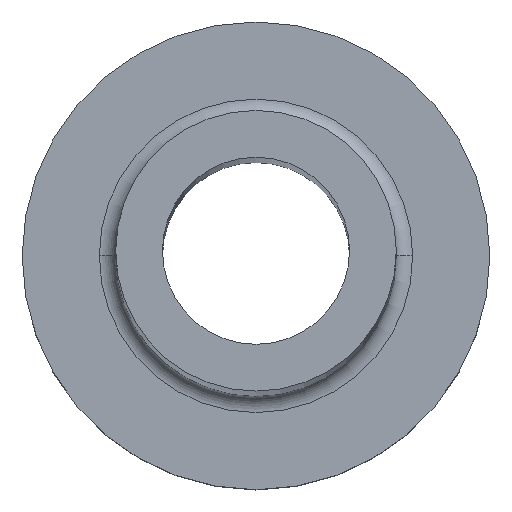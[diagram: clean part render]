
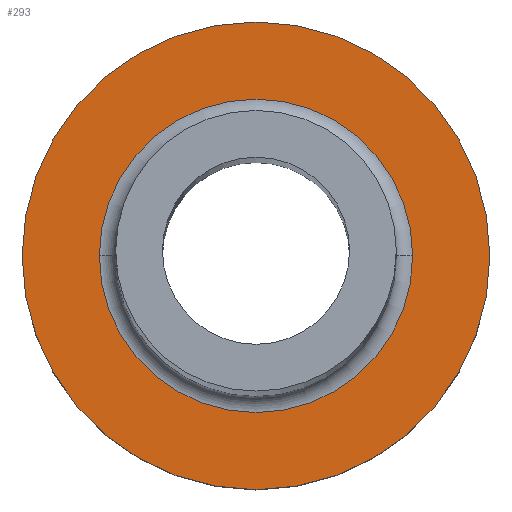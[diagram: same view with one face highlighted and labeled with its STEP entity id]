
A CAD part, top view. The second image highlights one B-rep face of the part: STEP entity #293.
In plain terms, the highlighted planar face has unit normal (0, 0, 1).
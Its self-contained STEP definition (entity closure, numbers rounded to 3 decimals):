
#10 = EDGE_CURVE ( 'NONE', #327, #32, #265, .T. ) ;
#19 = VERTEX_POINT ( 'NONE', #311 ) ;
#32 = VERTEX_POINT ( 'NONE', #281 ) ;
#33 = EDGE_CURVE ( 'NONE', #32, #327, #144, .T. ) ;
#37 = CIRCLE ( 'NONE', #147, 6.7 ) ;
#41 = CARTESIAN_POINT ( 'NONE',  ( 0., 0., 7. ) ) ;
#50 = AXIS2_PLACEMENT_3D ( 'NONE', #185, #69, #368 ) ;
#55 = ORIENTED_EDGE ( 'NONE', *, *, #324, .T. ) ;
#56 = CARTESIAN_POINT ( 'NONE',  ( 0., 0., 7. ) ) ;
#66 = DIRECTION ( 'NONE',  ( 1., 0., 0. ) ) ;
#69 = DIRECTION ( 'NONE',  ( 0., 0., 1. ) ) ;
#85 = DIRECTION ( 'NONE',  ( 0., 0., -1. ) ) ;
#89 = ORIENTED_EDGE ( 'NONE', *, *, #33, .T. ) ;
#114 = DIRECTION ( 'NONE',  ( 0., 0., 1. ) ) ;
#144 = CIRCLE ( 'NONE', #258, 10. ) ;
#147 = AXIS2_PLACEMENT_3D ( 'NONE', #326, #261, #200 ) ;
#166 = FACE_OUTER_BOUND ( 'NONE', #241, .T. ) ;
#171 = EDGE_LOOP ( 'NONE', ( #55, #249 ) ) ;
#182 = AXIS2_PLACEMENT_3D ( 'NONE', #56, #114, #292 ) ;
#185 = CARTESIAN_POINT ( 'NONE',  ( 0., 0., 7. ) ) ;
#200 = DIRECTION ( 'NONE',  ( 1., 0., 0. ) ) ;
#203 = DIRECTION ( 'NONE',  ( 1., 0., 0. ) ) ;
#229 = CARTESIAN_POINT ( 'NONE',  ( -10., 0., 7. ) ) ;
#241 = EDGE_LOOP ( 'NONE', ( #276, #89 ) ) ;
#249 = ORIENTED_EDGE ( 'NONE', *, *, #342, .T. ) ;
#258 = AXIS2_PLACEMENT_3D ( 'NONE', #41, #332, #66 ) ;
#260 = AXIS2_PLACEMENT_3D ( 'NONE', #357, #85, #203 ) ;
#261 = DIRECTION ( 'NONE',  ( 0., 0., -1. ) ) ;
#264 = FACE_BOUND ( 'NONE', #171, .T. ) ;
#265 = CIRCLE ( 'NONE', #50, 10. ) ;
#269 = PLANE ( 'NONE',  #182 ) ;
#276 = ORIENTED_EDGE ( 'NONE', *, *, #10, .T. ) ;
#281 = CARTESIAN_POINT ( 'NONE',  ( 10., 0., 7. ) ) ;
#289 = CARTESIAN_POINT ( 'NONE',  ( 6.7, 0., 7. ) ) ;
#290 = VERTEX_POINT ( 'NONE', #289 ) ;
#292 = DIRECTION ( 'NONE',  ( 1., 0., 0. ) ) ;
#293 = ADVANCED_FACE ( 'NONE', ( #264, #166 ), #269, .T. ) ;
#302 = CIRCLE ( 'NONE', #260, 6.7 ) ;
#311 = CARTESIAN_POINT ( 'NONE',  ( -6.7, 0., 7. ) ) ;
#324 = EDGE_CURVE ( 'NONE', #290, #19, #302, .T. ) ;
#326 = CARTESIAN_POINT ( 'NONE',  ( 0., 0., 7. ) ) ;
#327 = VERTEX_POINT ( 'NONE', #229 ) ;
#332 = DIRECTION ( 'NONE',  ( 0., 0., 1. ) ) ;
#342 = EDGE_CURVE ( 'NONE', #19, #290, #37, .T. ) ;
#357 = CARTESIAN_POINT ( 'NONE',  ( 0., 0., 7. ) ) ;
#368 = DIRECTION ( 'NONE',  ( 1., 0., 0. ) ) ;
